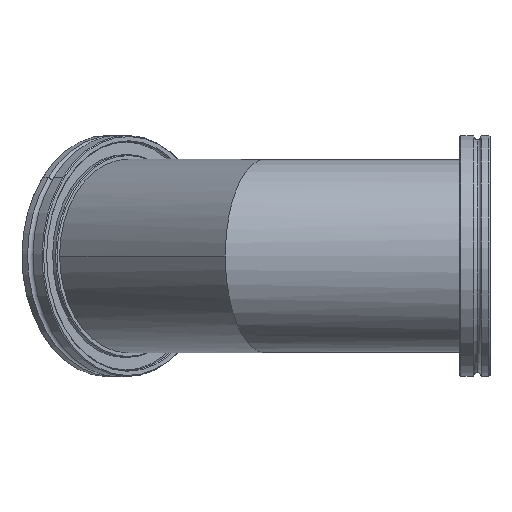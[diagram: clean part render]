
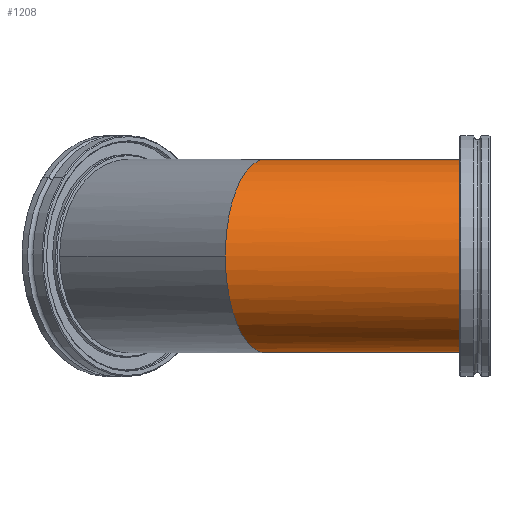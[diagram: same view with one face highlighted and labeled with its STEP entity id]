
A CAD part, left-side view. The second image highlights one B-rep face of the part: STEP entity #1208.
In plain terms, the highlighted cylindrical face has radius 38.05 mm (diameter 76.1 mm), a partial arc.
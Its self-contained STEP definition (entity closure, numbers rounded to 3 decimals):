
#5 = EDGE_CURVE ( 'NONE', #91, #795, #289, .T. ) ;
#8 = VERTEX_POINT ( 'NONE', #1173 ) ;
#13 = CARTESIAN_POINT ( 'NONE',  ( 0., 0., -38.05 ) ) ;
#71 = CARTESIAN_POINT ( 'NONE',  ( -38.05, 97.761, 22.289 ) ) ;
#91 = VERTEX_POINT ( 'NONE', #1056 ) ;
#131 = CIRCLE ( 'NONE', #154, 38.05 ) ;
#154 = AXIS2_PLACEMENT_3D ( 'NONE', #476, #577, #835 ) ;
#156 = CARTESIAN_POINT ( 'NONE',  ( -38.05, 97.761, 0. ) ) ;
#216 = AXIS2_PLACEMENT_3D ( 'NONE', #404, #976, #911 ) ;
#222 = VECTOR ( 'NONE', #695, 1000. ) ;
#288 = EDGE_LOOP ( 'NONE', ( #376, #541, #412, #1125, #916 ) ) ;
#289 = LINE ( 'NONE', #13, #222 ) ;
#341 = LINE ( 'NONE', #1218, #1238 ) ;
#376 = ORIENTED_EDGE ( 'NONE', *, *, #5, .F. ) ;
#404 = CARTESIAN_POINT ( 'NONE',  ( 0., 0., 0. ) ) ;
#412 = ORIENTED_EDGE ( 'NONE', *, *, #801, .T. ) ;
#476 = CARTESIAN_POINT ( 'NONE',  ( 0., 0., 0. ) ) ;
#541 = ORIENTED_EDGE ( 'NONE', *, *, #1211, .T. ) ;
#552 =( BOUNDED_CURVE ( )  B_SPLINE_CURVE ( 3, ( #1044, #949, #1140, #559 ),
 .UNSPECIFIED., .F., .T. ) 
 B_SPLINE_CURVE_WITH_KNOTS ( ( 4, 4 ),
 ( 0., 1.571 ),
 .UNSPECIFIED. ) 
 CURVE ( )  GEOMETRIC_REPRESENTATION_ITEM ( )  RATIONAL_B_SPLINE_CURVE ( ( 1., 0.805, 0.805, 1. ) ) 
 REPRESENTATION_ITEM ( '' )  );
#559 = CARTESIAN_POINT ( 'NONE',  ( 0., 82., -38.05 ) ) ;
#576 = FACE_OUTER_BOUND ( 'NONE', #288, .T. ) ;
#577 = DIRECTION ( 'NONE',  ( 0., 1., 0. ) ) ;
#635 = CARTESIAN_POINT ( 'NONE',  ( 0., 82., -38.05 ) ) ;
#653 = CARTESIAN_POINT ( 'NONE',  ( -22.289, 91.232, 38.05 ) ) ;
#695 = DIRECTION ( 'NONE',  ( 0., 1., 0. ) ) ;
#738 = CARTESIAN_POINT ( 'NONE',  ( 0., 0., 38.05 ) ) ;
#750 = CARTESIAN_POINT ( 'NONE',  ( -38.05, 97.761, 0. ) ) ;
#795 = VERTEX_POINT ( 'NONE', #635 ) ;
#801 = EDGE_CURVE ( 'NONE', #858, #8, #341, .T. ) ;
#835 = DIRECTION ( 'NONE',  ( 0., 0., 1. ) ) ;
#838 =( BOUNDED_CURVE ( )  B_SPLINE_CURVE ( 3, ( #943, #653, #71, #750 ),
 .UNSPECIFIED., .F., .T. ) 
 B_SPLINE_CURVE_WITH_KNOTS ( ( 4, 4 ),
 ( 4.712, 6.283 ),
 .UNSPECIFIED. ) 
 CURVE ( )  GEOMETRIC_REPRESENTATION_ITEM ( )  RATIONAL_B_SPLINE_CURVE ( ( 1., 0.805, 0.805, 1. ) ) 
 REPRESENTATION_ITEM ( '' )  );
#858 = VERTEX_POINT ( 'NONE', #738 ) ;
#911 = DIRECTION ( 'NONE',  ( 0., 0., 1. ) ) ;
#915 = VERTEX_POINT ( 'NONE', #156 ) ;
#916 = ORIENTED_EDGE ( 'NONE', *, *, #1003, .T. ) ;
#928 = EDGE_CURVE ( 'NONE', #8, #915, #838, .T. ) ;
#929 = DIRECTION ( 'NONE',  ( 0., 1., 0. ) ) ;
#943 = CARTESIAN_POINT ( 'NONE',  ( 0., 82., 38.05 ) ) ;
#949 = CARTESIAN_POINT ( 'NONE',  ( -38.05, 97.761, -22.289 ) ) ;
#976 = DIRECTION ( 'NONE',  ( 0., 1., 0. ) ) ;
#1003 = EDGE_CURVE ( 'NONE', #915, #795, #552, .T. ) ;
#1044 = CARTESIAN_POINT ( 'NONE',  ( -38.05, 97.761, 0. ) ) ;
#1056 = CARTESIAN_POINT ( 'NONE',  ( 0., 0., -38.05 ) ) ;
#1062 = CYLINDRICAL_SURFACE ( 'NONE', #216, 38.05 ) ;
#1125 = ORIENTED_EDGE ( 'NONE', *, *, #928, .T. ) ;
#1140 = CARTESIAN_POINT ( 'NONE',  ( -22.289, 91.232, -38.05 ) ) ;
#1173 = CARTESIAN_POINT ( 'NONE',  ( 0., 82., 38.05 ) ) ;
#1208 = ADVANCED_FACE ( 'NONE', ( #576 ), #1062, .T. ) ;
#1211 = EDGE_CURVE ( 'NONE', #91, #858, #131, .T. ) ;
#1218 = CARTESIAN_POINT ( 'NONE',  ( 0., 0., 38.05 ) ) ;
#1238 = VECTOR ( 'NONE', #929, 1000. ) ;
